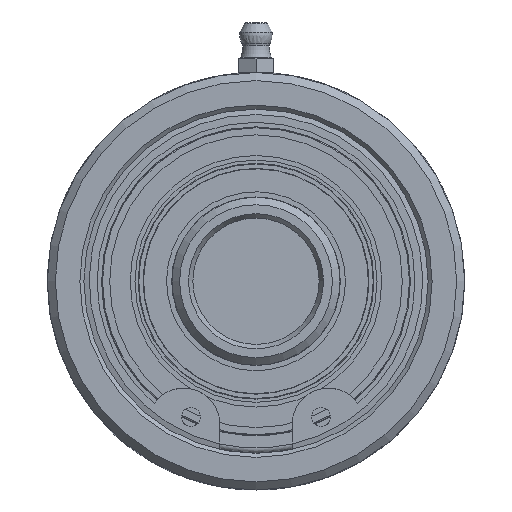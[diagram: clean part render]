
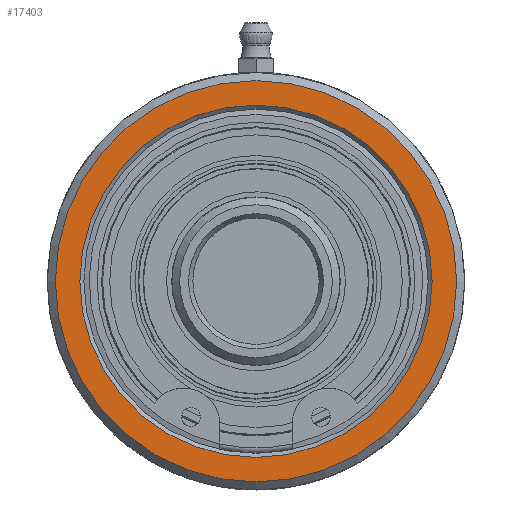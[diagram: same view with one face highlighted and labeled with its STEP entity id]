
A CAD part, left-side view. The second image highlights one B-rep face of the part: STEP entity #17403.
In plain terms, the highlighted planar face has unit normal (-1, 0, 0).
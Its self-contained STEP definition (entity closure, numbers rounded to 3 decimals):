
#875=PLANE('',#18464);
#983=FACE_BOUND('',#3512,.T.);
#1464=CIRCLE('',#18463,39.7);
#1465=CIRCLE('',#18465,34.85);
#2442=FACE_OUTER_BOUND('',#3511,.T.);
#3511=EDGE_LOOP('',(#15773));
#3512=EDGE_LOOP('',(#15774));
#8285=VERTEX_POINT('',#39220);
#8286=VERTEX_POINT('',#39224);
#10800=EDGE_CURVE('',#8285,#8285,#1464,.T.);
#10801=EDGE_CURVE('',#8286,#8286,#1465,.T.);
#15773=ORIENTED_EDGE('',*,*,#10800,.F.);
#15774=ORIENTED_EDGE('',*,*,#10801,.F.);
#17403=ADVANCED_FACE('',(#2442,#983),#875,.F.);
#18463=AXIS2_PLACEMENT_3D('',#39222,#21541,#21542);
#18464=AXIS2_PLACEMENT_3D('',#39223,#21543,#21544);
#18465=AXIS2_PLACEMENT_3D('',#39225,#21545,#21546);
#21541=DIRECTION('center_axis',(1.,0.,0.));
#21542=DIRECTION('ref_axis',(0.,0.,1.));
#21543=DIRECTION('center_axis',(1.,0.,0.));
#21544=DIRECTION('ref_axis',(0.,0.,1.));
#21545=DIRECTION('center_axis',(-1.,0.,0.));
#21546=DIRECTION('ref_axis',(0.,0.,-1.));
#39220=CARTESIAN_POINT('',(-46.09,0.,-39.7));
#39222=CARTESIAN_POINT('Origin',(-46.09,0.,0.));
#39223=CARTESIAN_POINT('Origin',(-46.09,0.,-20.65));
#39224=CARTESIAN_POINT('',(-46.09,0.,34.85));
#39225=CARTESIAN_POINT('Origin',(-46.09,0.,0.));
